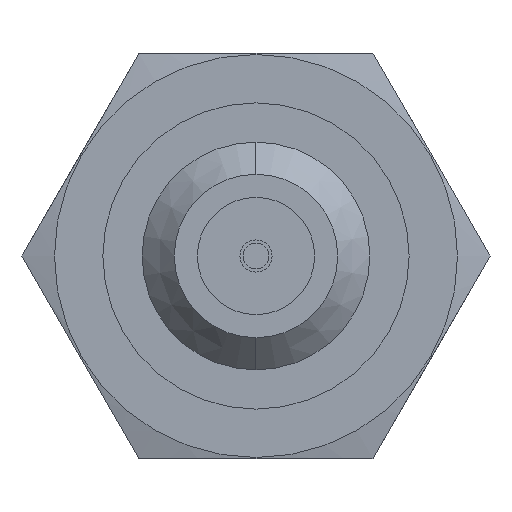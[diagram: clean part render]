
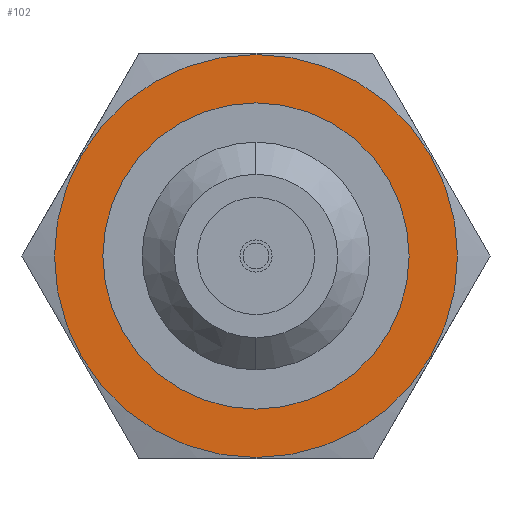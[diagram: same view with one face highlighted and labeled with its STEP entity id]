
A CAD part, left-side view. The second image highlights one B-rep face of the part: STEP entity #102.
In plain terms, the highlighted planar face has unit normal (-1, 0, 0).
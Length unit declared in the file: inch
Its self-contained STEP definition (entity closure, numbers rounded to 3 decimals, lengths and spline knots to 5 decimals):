
#75 = EDGE_CURVE ( 'NONE', #182, #374, #907, .T. ) ;
#89 = ORIENTED_EDGE ( 'NONE', *, *, #242, .F. ) ;
#90 = EDGE_LOOP ( 'NONE', ( #113, #127 ) ) ;
#102 = ADVANCED_FACE ( 'NONE', ( #878, #877 ), #875, .F. ) ;
#107 = EDGE_CURVE ( 'NONE', #339, #333, #948, .T. ) ;
#110 = ORIENTED_EDGE ( 'NONE', *, *, #107, .F. ) ;
#111 = EDGE_LOOP ( 'NONE', ( #110, #89 ) ) ;
#113 = ORIENTED_EDGE ( 'NONE', *, *, #75, .T. ) ;
#127 = ORIENTED_EDGE ( 'NONE', *, *, #237, .T. ) ;
#182 = VERTEX_POINT ( 'NONE', #1141 ) ;
#237 = EDGE_CURVE ( 'NONE', #374, #182, #1327, .T. ) ;
#242 = EDGE_CURVE ( 'NONE', #333, #339, #1332, .T. ) ;
#333 = VERTEX_POINT ( 'NONE', #1652 ) ;
#339 = VERTEX_POINT ( 'NONE', #1537 ) ;
#374 = VERTEX_POINT ( 'NONE', #1467 ) ;
#858 = DIRECTION ( 'NONE',  ( 0., 0., -1. ) ) ;
#859 = DIRECTION ( 'NONE',  ( -1., 0., 0. ) ) ;
#867 = AXIS2_PLACEMENT_3D ( 'NONE', #873, #859, #858 ) ;
#868 = DIRECTION ( 'NONE',  ( 0., 0., -1. ) ) ;
#869 = DIRECTION ( 'NONE',  ( 1., 0., 0. ) ) ;
#870 = CARTESIAN_POINT ( 'NONE',  ( 0., 0.18187, 0. ) ) ;
#873 = CARTESIAN_POINT ( 'NONE',  ( 0., 0., 0. ) ) ;
#875 = PLANE ( 'NONE',  #876 ) ;
#876 = AXIS2_PLACEMENT_3D ( 'NONE', #870, #869, #868 ) ;
#877 = FACE_BOUND ( 'NONE', #111, .T. ) ;
#878 = FACE_OUTER_BOUND ( 'NONE', #90, .T. ) ;
#884 = DIRECTION ( 'NONE',  ( 0., 0., 1. ) ) ;
#885 = DIRECTION ( 'NONE',  ( -1., 0., 0. ) ) ;
#886 = CARTESIAN_POINT ( 'NONE',  ( 0., 0., 0. ) ) ;
#903 = AXIS2_PLACEMENT_3D ( 'NONE', #886, #885, #884 ) ;
#907 = CIRCLE ( 'NONE', #903, 0.15664 ) ;
#948 = CIRCLE ( 'NONE', #867, 0.119 ) ;
#1141 = CARTESIAN_POINT ( 'NONE',  ( 0., 0., -0.15664 ) ) ;
#1228 = DIRECTION ( 'NONE',  ( 0., 0., -1. ) ) ;
#1269 = DIRECTION ( 'NONE',  ( -1., 0., 0. ) ) ;
#1270 = CARTESIAN_POINT ( 'NONE',  ( 0., 0., 0. ) ) ;
#1271 = AXIS2_PLACEMENT_3D ( 'NONE', #1270, #1269, #1228 ) ;
#1280 = AXIS2_PLACEMENT_3D ( 'NONE', #1336, #1335, #1334 ) ;
#1327 = CIRCLE ( 'NONE', #1280, 0.15664 ) ;
#1332 = CIRCLE ( 'NONE', #1271, 0.119 ) ;
#1334 = DIRECTION ( 'NONE',  ( 0., 0., 1. ) ) ;
#1335 = DIRECTION ( 'NONE',  ( -1., 0., 0. ) ) ;
#1336 = CARTESIAN_POINT ( 'NONE',  ( 0., 0., 0. ) ) ;
#1467 = CARTESIAN_POINT ( 'NONE',  ( 0., 0., 0.15664 ) ) ;
#1537 = CARTESIAN_POINT ( 'NONE',  ( 0., 0., -0.119 ) ) ;
#1652 = CARTESIAN_POINT ( 'NONE',  ( 0., 0., 0.119 ) ) ;
